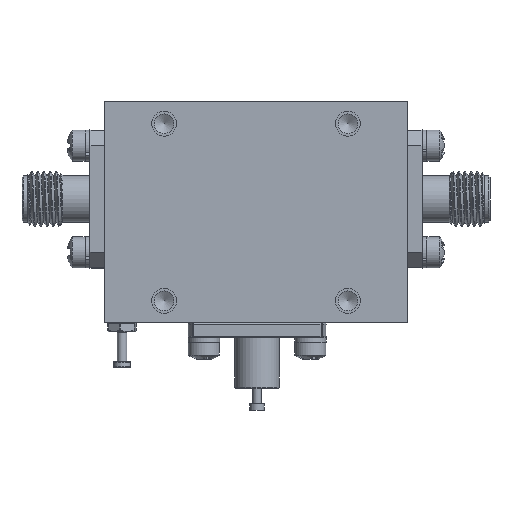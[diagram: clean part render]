
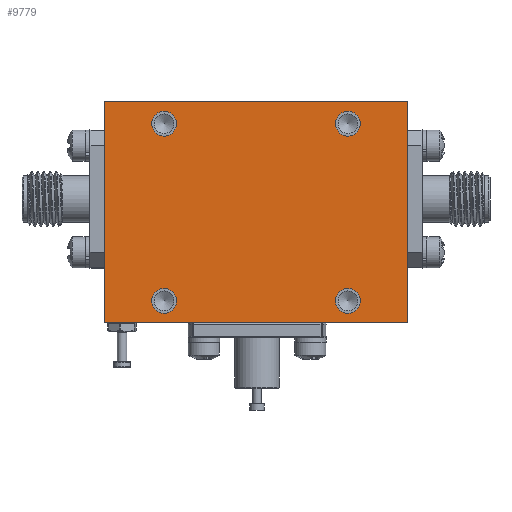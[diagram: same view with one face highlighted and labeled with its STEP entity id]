
A CAD part, front view. The second image highlights one B-rep face of the part: STEP entity #9779.
In plain terms, the highlighted planar face has unit normal (0, -1, 0).
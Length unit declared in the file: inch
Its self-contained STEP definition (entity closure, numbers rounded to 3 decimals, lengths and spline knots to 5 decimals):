
#455 = CIRCLE ( 'NONE', #3856, 0.056 ) ;
#647 = CARTESIAN_POINT ( 'NONE',  ( -1.19837, -0.18221, 0.01527 ) ) ;
#1321 = EDGE_CURVE ( 'NONE', #15090, #15090, #41595, .T. ) ;
#1418 = VERTEX_POINT ( 'NONE', #30993 ) ;
#1465 = FACE_BOUND ( 'NONE', #52310, .T. ) ;
#2228 = EDGE_CURVE ( 'NONE', #29778, #29778, #20843, .T. ) ;
#2441 = ORIENTED_EDGE ( 'NONE', *, *, #42198, .F. ) ;
#2762 = AXIS2_PLACEMENT_3D ( 'NONE', #18483, #14434, #13914 ) ;
#3386 = EDGE_CURVE ( 'NONE', #9347, #9347, #27825, .T. ) ;
#3856 = AXIS2_PLACEMENT_3D ( 'NONE', #31347, #11170, #52249 ) ;
#4472 = ORIENTED_EDGE ( 'NONE', *, *, #43725, .F. ) ;
#5681 = VECTOR ( 'NONE', #42836, 39.37008 ) ;
#5823 = VECTOR ( 'NONE', #42174, 39.37008 ) ;
#6837 = LINE ( 'NONE', #16478, #37364 ) ;
#7108 = CARTESIAN_POINT ( 'NONE',  ( 0.17163, -0.18221, 0.01527 ) ) ;
#8854 = CARTESIAN_POINT ( 'NONE',  ( -1.19837, -0.18221, 0.01527 ) ) ;
#9347 = VERTEX_POINT ( 'NONE', #21464 ) ;
#9535 = PLANE ( 'NONE',  #18267 ) ;
#9779 = ADVANCED_FACE ( 'NONE', ( #46886, #1465, #17073, #10067, #50598 ), #9535, .T. ) ;
#9962 = ORIENTED_EDGE ( 'NONE', *, *, #3386, .F. ) ;
#10067 = FACE_BOUND ( 'NONE', #42802, .T. ) ;
#10483 = EDGE_CURVE ( 'NONE', #37789, #51423, #27547, .T. ) ;
#11170 = DIRECTION ( 'NONE',  ( 0., -1., 0. ) ) ;
#12390 = AXIS2_PLACEMENT_3D ( 'NONE', #19877, #40538, #52312 ) ;
#12515 = EDGE_LOOP ( 'NONE', ( #9962 ) ) ;
#13239 = VECTOR ( 'NONE', #39921, 39.37008 ) ;
#13914 = DIRECTION ( 'NONE',  ( 0., 0., -1. ) ) ;
#14434 = DIRECTION ( 'NONE',  ( 0., -1., 0. ) ) ;
#15090 = VERTEX_POINT ( 'NONE', #42125 ) ;
#16478 = CARTESIAN_POINT ( 'NONE',  ( -1.19837, -0.18221, 0.01527 ) ) ;
#17073 = FACE_BOUND ( 'NONE', #28440, .T. ) ;
#17145 = CARTESIAN_POINT ( 'NONE',  ( -0.92837, -0.18221, -0.14073 ) ) ;
#17364 = CARTESIAN_POINT ( 'NONE',  ( 0.17163, -0.18221, -0.98473 ) ) ;
#18267 = AXIS2_PLACEMENT_3D ( 'NONE', #30998, #43637, #19485 ) ;
#18483 = CARTESIAN_POINT ( 'NONE',  ( -0.92837, -0.18221, -0.08473 ) ) ;
#19108 = EDGE_CURVE ( 'NONE', #1418, #36109, #6837, .T. ) ;
#19485 = DIRECTION ( 'NONE',  ( 0., 0., -1. ) ) ;
#19877 = CARTESIAN_POINT ( 'NONE',  ( -0.92837, -0.18221, -0.88473 ) ) ;
#20843 = CIRCLE ( 'NONE', #2762, 0.056 ) ;
#21464 = CARTESIAN_POINT ( 'NONE',  ( -0.09837, -0.18221, -0.94073 ) ) ;
#23550 = AXIS2_PLACEMENT_3D ( 'NONE', #36045, #48348, #52868 ) ;
#24972 = ORIENTED_EDGE ( 'NONE', *, *, #10483, .F. ) ;
#27547 = LINE ( 'NONE', #7108, #13239 ) ;
#27825 = CIRCLE ( 'NONE', #23550, 0.056 ) ;
#28440 = EDGE_LOOP ( 'NONE', ( #39372 ) ) ;
#29014 = EDGE_LOOP ( 'NONE', ( #49239, #4472, #24972, #39986 ) ) ;
#29778 = VERTEX_POINT ( 'NONE', #17145 ) ;
#30993 = CARTESIAN_POINT ( 'NONE',  ( -1.19837, -0.18221, -0.98473 ) ) ;
#30998 = CARTESIAN_POINT ( 'NONE',  ( -1.19837, -0.18221, 0.01527 ) ) ;
#31347 = CARTESIAN_POINT ( 'NONE',  ( -0.09837, -0.18221, -0.08473 ) ) ;
#33413 = DIRECTION ( 'NONE',  ( 0., 0., 1. ) ) ;
#35791 = EDGE_CURVE ( 'NONE', #36109, #37789, #46188, .T. ) ;
#36045 = CARTESIAN_POINT ( 'NONE',  ( -0.09837, -0.18221, -0.88473 ) ) ;
#36109 = VERTEX_POINT ( 'NONE', #647 ) ;
#36198 = CARTESIAN_POINT ( 'NONE',  ( -0.09837, -0.18221, -0.14073 ) ) ;
#37364 = VECTOR ( 'NONE', #33413, 39.37008 ) ;
#37789 = VERTEX_POINT ( 'NONE', #47298 ) ;
#39329 = CARTESIAN_POINT ( 'NONE',  ( -1.19837, -0.18221, -0.98473 ) ) ;
#39372 = ORIENTED_EDGE ( 'NONE', *, *, #2228, .F. ) ;
#39597 = LINE ( 'NONE', #39329, #5681 ) ;
#39921 = DIRECTION ( 'NONE',  ( 0., 0., -1. ) ) ;
#39986 = ORIENTED_EDGE ( 'NONE', *, *, #35791, .F. ) ;
#40475 = VERTEX_POINT ( 'NONE', #36198 ) ;
#40538 = DIRECTION ( 'NONE',  ( 0., -1., 0. ) ) ;
#41595 = CIRCLE ( 'NONE', #12390, 0.056 ) ;
#42125 = CARTESIAN_POINT ( 'NONE',  ( -0.92837, -0.18221, -0.94073 ) ) ;
#42174 = DIRECTION ( 'NONE',  ( 1., 0., 0. ) ) ;
#42198 = EDGE_CURVE ( 'NONE', #40475, #40475, #455, .T. ) ;
#42802 = EDGE_LOOP ( 'NONE', ( #2441 ) ) ;
#42836 = DIRECTION ( 'NONE',  ( -1., 0., 0. ) ) ;
#43637 = DIRECTION ( 'NONE',  ( 0., -1., 0. ) ) ;
#43725 = EDGE_CURVE ( 'NONE', #51423, #1418, #39597, .T. ) ;
#46188 = LINE ( 'NONE', #8854, #5823 ) ;
#46886 = FACE_BOUND ( 'NONE', #12515, .T. ) ;
#47298 = CARTESIAN_POINT ( 'NONE',  ( 0.17163, -0.18221, 0.01527 ) ) ;
#48348 = DIRECTION ( 'NONE',  ( 0., -1., 0. ) ) ;
#49239 = ORIENTED_EDGE ( 'NONE', *, *, #19108, .F. ) ;
#50598 = FACE_OUTER_BOUND ( 'NONE', #29014, .T. ) ;
#51423 = VERTEX_POINT ( 'NONE', #17364 ) ;
#52249 = DIRECTION ( 'NONE',  ( 0., 0., -1. ) ) ;
#52310 = EDGE_LOOP ( 'NONE', ( #53020 ) ) ;
#52312 = DIRECTION ( 'NONE',  ( 0., 0., -1. ) ) ;
#52868 = DIRECTION ( 'NONE',  ( 0., 0., -1. ) ) ;
#53020 = ORIENTED_EDGE ( 'NONE', *, *, #1321, .F. ) ;
